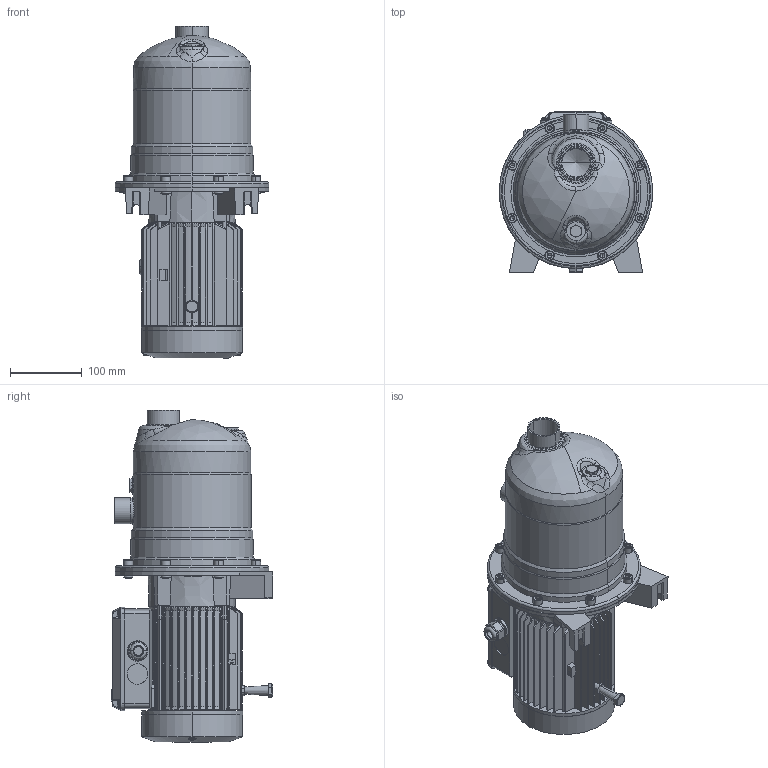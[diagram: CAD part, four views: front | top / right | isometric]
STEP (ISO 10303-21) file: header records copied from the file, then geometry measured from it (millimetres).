
FILE_DESCRIPTION (( 'STEP AP214' ), '1' );
FILE_NAME ('4_93_575_04_REV00.step', '2021-09-22T15:21:29', ( '' ), ( '' ), 'SwSTEP 2.0', 'SolidWorks 2020', '' );
FILE_SCHEMA (( 'AUTOMOTIVE_DESIGN' ));
Length unit declared in the file: millimetre
Products named in the file (2): 4_93_575_04_REV00; Copia di 73246^4_93_575_04_REV00
Assembly tree (1 placements, depth 2):
  4_93_575_04_REV00
    Copia di 73246^4_93_575_04_REV00
Bounding box: 213.5 x 224.2 x 461.5 mm (x, y, z)
Volume: 8323120.1 mm3; surface area: 567275 mm2
Topology: 16 solids, 16 shells, 2526 faces, 6902 edges, 4514 vertices
Faces by surface type: bspline 1172, plane 778, cylinder 282, cone 264, torus 16, sphere 14
Entity records: 103072 total; most frequent: CARTESIAN_POINT 45822, ORIENTED_EDGE 13764, DIRECTION 8448, EDGE_CURVE 6882, VERTEX_POINT 4514, VECTOR 4026, LINE 4026, EDGE_LOOP 2654
